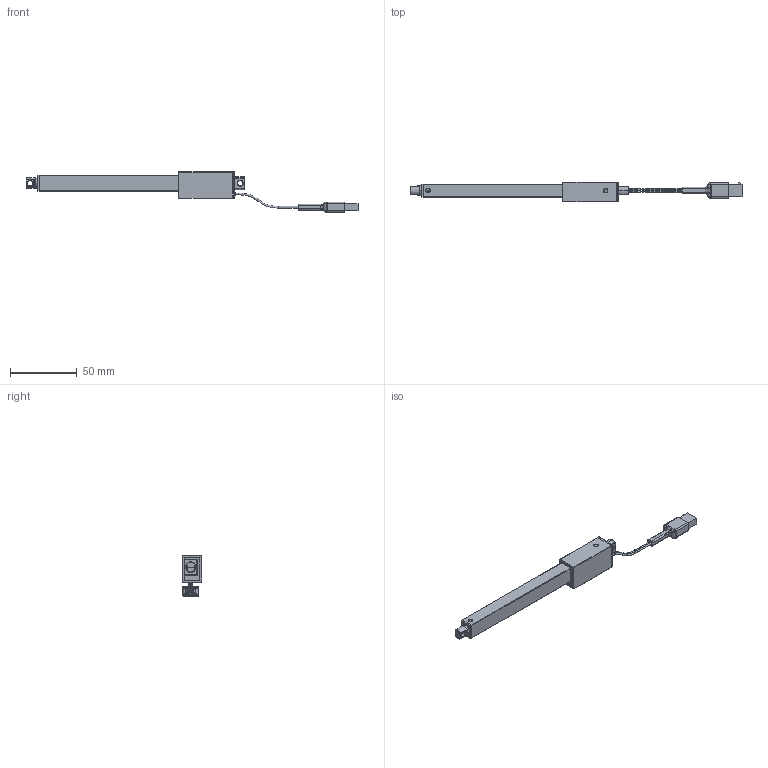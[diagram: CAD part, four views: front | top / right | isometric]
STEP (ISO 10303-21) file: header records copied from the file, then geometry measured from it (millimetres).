
FILE_DESCRIPTION (( 'STEP AP203' ), '1' );
FILE_NAME ('RA-MINI.XX.100.157.350.D4.STEP', '2018-12-06T11:21:17', ( '' ), ( '' ), 'SwSTEP 2.0', 'SolidWorks 2016', '' );
FILE_SCHEMA (( 'CONFIG_CONTROL_DESIGN' ));
Length unit declared in the file: millimetre
Products named in the file (12): 103007; Cable v2; 103002 Perfil 20x15; 103001 Cajón_web; 103015; 103008; 103006_103006-100; 050361678; Funda termoretractil; 103005 Perfil 12x10_103005-100; RA-MINI.XX.100.157.350.D4; 103014 DIN 965 M2x3
Assembly tree (11 placements, depth 3):
  RA-MINI.XX.100.157.350.D4
    103001 Cajón_web
    103002 Perfil 20x15
    103005 Perfil 12x10_103005-100
    103006_103006-100
    103007
    103008
    103014 DIN 965 M2x3
    103015
      Cable v2
      Funda termoretractil
      050361678
Bounding box: 249.63 x 15 x 30.3 mm (x, y, z)
Volume: 19988 mm3; surface area: 27060.5 mm2
Topology: 11 solids, 11 shells, 456 faces, 1079 edges, 632 vertices
Faces by surface type: cylinder 165, plane 162, bspline 65, torus 39, sphere 16, cone 9
Entity records: 21252 total; most frequent: CARTESIAN_POINT 9922, ORIENTED_EDGE 2108, DIRECTION 2088, EDGE_CURVE 1054, AXIS2_PLACEMENT_3D 791, VERTEX_POINT 632, VECTOR 506, LINE 506
